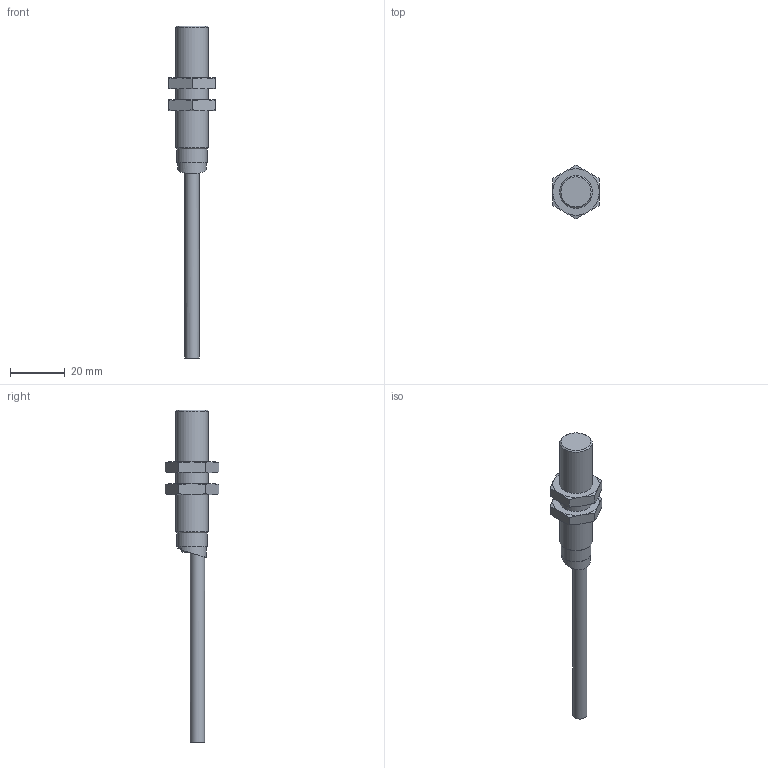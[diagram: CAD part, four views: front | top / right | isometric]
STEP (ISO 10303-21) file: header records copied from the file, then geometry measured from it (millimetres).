
FILE_DESCRIPTION(/* description */ ('STEP AP214'),/* implementation_level */ '2;1');
FILE_NAME(/* name */ '553544_SIEF-M12B-NS-K-L',/* time_stamp */ '2024-09-15T04:30:26+02:00',/* author */ ('License CC BY-ND 4.0'),/* organization */ ('CADENAS'),/* preprocessor_version */ 'ST-DEVELOPER v19.3',/* originating_system */ 'PARTsolutions',/* authorisation */ ' ');
FILE_SCHEMA (('AUTOMOTIVE_DESIGN {1 0 10303 214 3 1 1}'));
Length unit declared in the file: millimetre
Products named in the file (3): 553544 SIEF-M12B-NS-K-L; 553544 SIEF-M12B-NS-K-L_1; Sensor Mutter_M12x1
Assembly tree (3 placements, depth 2):
  553544 SIEF-M12B-NS-K-L
    553544 SIEF-M12B-NS-K-L_1
    Sensor Mutter_M12x1  x2
Bounding box: 17 x 19.63 x 121.5 mm (x, y, z)
Volume: 7777.4 mm3; surface area: 5361.3 mm2
Topology: 3 solids, 3 shells, 64 faces, 138 edges, 82 vertices
Faces by surface type: cone 30, plane 22, cylinder 11, sphere 1
Full cylindrical faces by diameter (mm): 3.42 x1, 5.2 x1, 10.5 x1, 10.917 x2, 11 x1, 12 x1
Entity records: 1133 total; most frequent: CARTESIAN_POINT 244, DIRECTION 176, ORIENTED_EDGE 148, AXIS2_PLACEMENT_3D 82, EDGE_CURVE 74, EDGE_LOOP 56, FACE_BOUND 56, VERTEX_POINT 50
